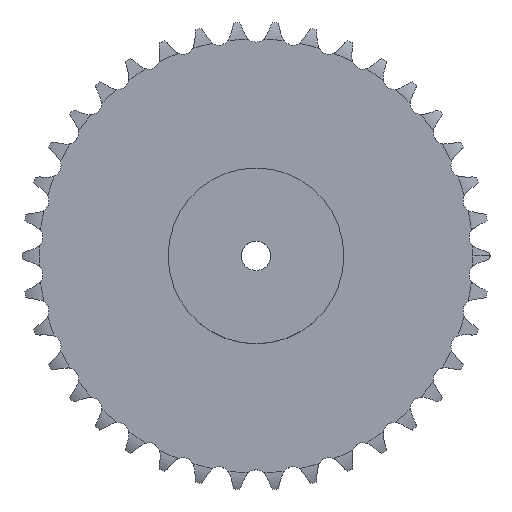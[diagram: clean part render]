
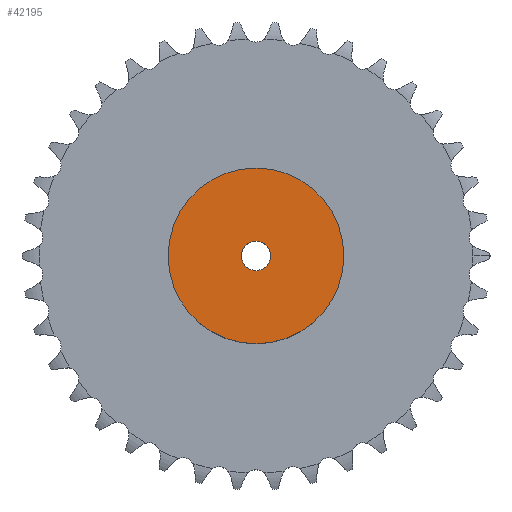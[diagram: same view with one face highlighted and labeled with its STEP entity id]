
A CAD part, top view. The second image highlights one B-rep face of the part: STEP entity #42195.
In plain terms, the highlighted planar face has unit normal (0, 0, 1).
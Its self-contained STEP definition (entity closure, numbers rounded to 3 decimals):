
#4728 = CYLINDRICAL_SURFACE('',#4729,75.);
#4729 = AXIS2_PLACEMENT_3D('',#4730,#4731,#4732);
#4730 = CARTESIAN_POINT('',(0.,0.,0.));
#4731 = DIRECTION('',(-0.,-0.,-1.));
#4732 = DIRECTION('',(1.,0.,0.));
#26416 = VERTEX_POINT('',#26417);
#26417 = CARTESIAN_POINT('',(75.,0.,55.));
#26438 = EDGE_CURVE('',#26416,#26416,#26439,.T.);
#26439 = SURFACE_CURVE('',#26440,(#26445,#26452),.PCURVE_S1.);
#26440 = CIRCLE('',#26441,75.);
#26441 = AXIS2_PLACEMENT_3D('',#26442,#26443,#26444);
#26442 = CARTESIAN_POINT('',(0.,0.,55.));
#26443 = DIRECTION('',(0.,0.,1.));
#26444 = DIRECTION('',(1.,0.,0.));
#26445 = PCURVE('',#4728,#26446);
#26446 = DEFINITIONAL_REPRESENTATION('',(#26447),#26451);
#26447 = LINE('',#26448,#26449);
#26448 = CARTESIAN_POINT('',(-0.,-55.));
#26449 = VECTOR('',#26450,1.);
#26450 = DIRECTION('',(-1.,0.));
#26451 = ( GEOMETRIC_REPRESENTATION_CONTEXT(2) 
PARAMETRIC_REPRESENTATION_CONTEXT() REPRESENTATION_CONTEXT('2D SPACE',''
  ) );
#26452 = PCURVE('',#26453,#26458);
#26453 = PLANE('',#26454);
#26454 = AXIS2_PLACEMENT_3D('',#26455,#26456,#26457);
#26455 = CARTESIAN_POINT('',(0.,0.,55.)
  );
#26456 = DIRECTION('',(0.,0.,1.));
#26457 = DIRECTION('',(1.,0.,0.));
#26458 = DEFINITIONAL_REPRESENTATION('',(#26459),#26463);
#26459 = CIRCLE('',#26460,75.);
#26460 = AXIS2_PLACEMENT_2D('',#26461,#26462);
#26461 = CARTESIAN_POINT('',(0.,0.));
#26462 = DIRECTION('',(1.,0.));
#26463 = ( GEOMETRIC_REPRESENTATION_CONTEXT(2) 
PARAMETRIC_REPRESENTATION_CONTEXT() REPRESENTATION_CONTEXT('2D SPACE',''
  ) );
#35904 = CYLINDRICAL_SURFACE('',#35905,12.5);
#35905 = AXIS2_PLACEMENT_3D('',#35906,#35907,#35908);
#35906 = CARTESIAN_POINT('',(0.,0.,597.064));
#35907 = DIRECTION('',(0.,0.,1.));
#35908 = DIRECTION('',(1.,0.,0.));
#42195 = ADVANCED_FACE('',(#42196,#42199),#26453,.T.);
#42196 = FACE_BOUND('',#42197,.T.);
#42197 = EDGE_LOOP('',(#42198));
#42198 = ORIENTED_EDGE('',*,*,#26438,.T.);
#42199 = FACE_BOUND('',#42200,.T.);
#42200 = EDGE_LOOP('',(#42201));
#42201 = ORIENTED_EDGE('',*,*,#42202,.F.);
#42202 = EDGE_CURVE('',#42203,#42203,#42205,.T.);
#42203 = VERTEX_POINT('',#42204);
#42204 = CARTESIAN_POINT('',(12.5,0.,55.));
#42205 = SURFACE_CURVE('',#42206,(#42211,#42218),.PCURVE_S1.);
#42206 = CIRCLE('',#42207,12.5);
#42207 = AXIS2_PLACEMENT_3D('',#42208,#42209,#42210);
#42208 = CARTESIAN_POINT('',(0.,0.,55.));
#42209 = DIRECTION('',(0.,0.,1.));
#42210 = DIRECTION('',(1.,0.,0.));
#42211 = PCURVE('',#26453,#42212);
#42212 = DEFINITIONAL_REPRESENTATION('',(#42213),#42217);
#42213 = CIRCLE('',#42214,12.5);
#42214 = AXIS2_PLACEMENT_2D('',#42215,#42216);
#42215 = CARTESIAN_POINT('',(0.,0.));
#42216 = DIRECTION('',(1.,0.));
#42217 = ( GEOMETRIC_REPRESENTATION_CONTEXT(2) 
PARAMETRIC_REPRESENTATION_CONTEXT() REPRESENTATION_CONTEXT('2D SPACE',''
  ) );
#42218 = PCURVE('',#35904,#42219);
#42219 = DEFINITIONAL_REPRESENTATION('',(#42220),#42224);
#42220 = LINE('',#42221,#42222);
#42221 = CARTESIAN_POINT('',(0.,-542.064));
#42222 = VECTOR('',#42223,1.);
#42223 = DIRECTION('',(1.,0.));
#42224 = ( GEOMETRIC_REPRESENTATION_CONTEXT(2) 
PARAMETRIC_REPRESENTATION_CONTEXT() REPRESENTATION_CONTEXT('2D SPACE',''
  ) );
